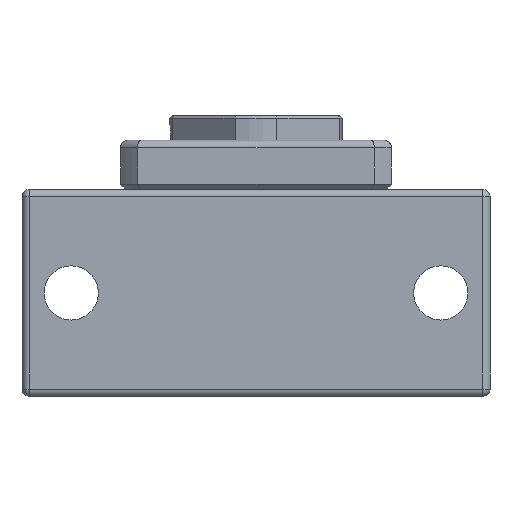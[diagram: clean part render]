
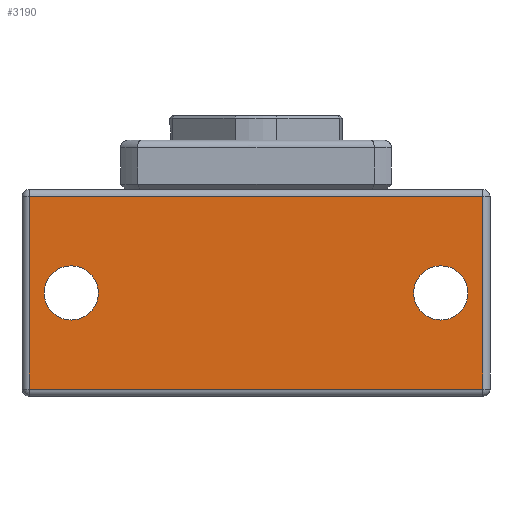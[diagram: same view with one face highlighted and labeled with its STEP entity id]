
A CAD part, front view. The second image highlights one B-rep face of the part: STEP entity #3190.
In plain terms, the highlighted planar face has unit normal (0, -1, 0).
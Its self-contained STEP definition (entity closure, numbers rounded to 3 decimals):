
#81 = CARTESIAN_POINT ( 'NONE',  ( 37.5, -29., 0. ) ) ;
#384 = VERTEX_POINT ( 'NONE', #11196 ) ;
#604 = CARTESIAN_POINT ( 'NONE',  ( 47.5, -29., 19.5 ) ) ;
#623 = DIRECTION ( 'NONE',  ( 0., 1., 0. ) ) ;
#795 = CARTESIAN_POINT ( 'NONE',  ( 46., -29., 21. ) ) ;
#800 = ORIENTED_EDGE ( 'NONE', *, *, #2159, .T. ) ;
#855 = VERTEX_POINT ( 'NONE', #4943 ) ;
#1133 = DIRECTION ( 'NONE',  ( -1., 0., 0. ) ) ;
#1507 = FACE_OUTER_BOUND ( 'NONE', #1717, .T. ) ;
#1672 = CIRCLE ( 'NONE', #9571, 5.5 ) ;
#1710 = DIRECTION ( 'NONE',  ( 1., 0., 0. ) ) ;
#1717 = EDGE_LOOP ( 'NONE', ( #8443, #5340, #12307, #800 ) ) ;
#1840 = DIRECTION ( 'NONE',  ( 0., 0., 1. ) ) ;
#2068 = DIRECTION ( 'NONE',  ( -1., 0., 0. ) ) ;
#2117 = DIRECTION ( 'NONE',  ( 0., 1., 0. ) ) ;
#2128 = CARTESIAN_POINT ( 'NONE',  ( -37.5, -29., 5.5 ) ) ;
#2159 = EDGE_CURVE ( 'NONE', #3443, #3226, #10671, .T. ) ;
#3190 = ADVANCED_FACE ( 'NONE', ( #1507, #7045, #12308 ), #6192, .F. ) ;
#3226 = VERTEX_POINT ( 'NONE', #12500 ) ;
#3443 = VERTEX_POINT ( 'NONE', #12484 ) ;
#3931 = DIRECTION ( 'NONE',  ( 0., 0., -1. ) ) ;
#4780 = DIRECTION ( 'NONE',  ( -1., 0., 0. ) ) ;
#4782 = EDGE_CURVE ( 'NONE', #6708, #3443, #5191, .T. ) ;
#4885 = VECTOR ( 'NONE', #1840, 1000. ) ;
#4943 = CARTESIAN_POINT ( 'NONE',  ( 37.5, -29., 5.5 ) ) ;
#5091 = VECTOR ( 'NONE', #4780, 1000. ) ;
#5191 = LINE ( 'NONE', #795, #4885 ) ;
#5340 = ORIENTED_EDGE ( 'NONE', *, *, #8831, .T. ) ;
#5431 = EDGE_LOOP ( 'NONE', ( #5969, #7068 ) ) ;
#5525 = CARTESIAN_POINT ( 'NONE',  ( -46., -29., -19.5 ) ) ;
#5609 = CARTESIAN_POINT ( 'NONE',  ( 37.5, -29., -5.5 ) ) ;
#5686 = EDGE_LOOP ( 'NONE', ( #9191, #6737 ) ) ;
#5969 = ORIENTED_EDGE ( 'NONE', *, *, #8394, .T. ) ;
#6044 = CARTESIAN_POINT ( 'NONE',  ( -37.5, -29., 0. ) ) ;
#6068 = LINE ( 'NONE', #7138, #8228 ) ;
#6192 = PLANE ( 'NONE',  #12579 ) ;
#6708 = VERTEX_POINT ( 'NONE', #13510 ) ;
#6737 = ORIENTED_EDGE ( 'NONE', *, *, #12816, .T. ) ;
#6829 = VERTEX_POINT ( 'NONE', #2128 ) ;
#6848 = CARTESIAN_POINT ( 'NONE',  ( 37.5, -29., 0. ) ) ;
#6899 = CIRCLE ( 'NONE', #10430, 5.5 ) ;
#7045 = FACE_BOUND ( 'NONE', #5686, .T. ) ;
#7068 = ORIENTED_EDGE ( 'NONE', *, *, #7641, .T. ) ;
#7117 = DIRECTION ( 'NONE',  ( -1., 0., 0. ) ) ;
#7138 = CARTESIAN_POINT ( 'NONE',  ( -46., -29., 21. ) ) ;
#7369 = DIRECTION ( 'NONE',  ( 0., 1., 0. ) ) ;
#7533 = VERTEX_POINT ( 'NONE', #5609 ) ;
#7641 = EDGE_CURVE ( 'NONE', #7533, #855, #10390, .T. ) ;
#7925 = DIRECTION ( 'NONE',  ( -1., 0., 0. ) ) ;
#8228 = VECTOR ( 'NONE', #3931, 1000. ) ;
#8328 = DIRECTION ( 'NONE',  ( 0., 1., 0. ) ) ;
#8385 = CARTESIAN_POINT ( 'NONE',  ( -37.5, -29., 0. ) ) ;
#8394 = EDGE_CURVE ( 'NONE', #855, #7533, #9397, .T. ) ;
#8443 = ORIENTED_EDGE ( 'NONE', *, *, #10888, .T. ) ;
#8831 = EDGE_CURVE ( 'NONE', #11603, #6708, #12818, .T. ) ;
#9191 = ORIENTED_EDGE ( 'NONE', *, *, #11027, .T. ) ;
#9196 = AXIS2_PLACEMENT_3D ( 'NONE', #6848, #623, #7925 ) ;
#9397 = CIRCLE ( 'NONE', #12856, 5.5 ) ;
#9424 = DIRECTION ( 'NONE',  ( -1., 0., 0. ) ) ;
#9571 = AXIS2_PLACEMENT_3D ( 'NONE', #6044, #13383, #7117 ) ;
#10057 = VECTOR ( 'NONE', #1710, 1000. ) ;
#10390 = CIRCLE ( 'NONE', #9196, 5.5 ) ;
#10430 = AXIS2_PLACEMENT_3D ( 'NONE', #8385, #2117, #9424 ) ;
#10671 = LINE ( 'NONE', #604, #5091 ) ;
#10888 = EDGE_CURVE ( 'NONE', #3226, #11603, #6068, .T. ) ;
#11027 = EDGE_CURVE ( 'NONE', #6829, #384, #6899, .T. ) ;
#11196 = CARTESIAN_POINT ( 'NONE',  ( -37.5, -29., -5.5 ) ) ;
#11603 = VERTEX_POINT ( 'NONE', #5525 ) ;
#12307 = ORIENTED_EDGE ( 'NONE', *, *, #4782, .T. ) ;
#12308 = FACE_BOUND ( 'NONE', #5431, .T. ) ;
#12456 = CARTESIAN_POINT ( 'NONE',  ( 47.5, -29., 21. ) ) ;
#12484 = CARTESIAN_POINT ( 'NONE',  ( 46., -29., 19.5 ) ) ;
#12500 = CARTESIAN_POINT ( 'NONE',  ( -46., -29., 19.5 ) ) ;
#12579 = AXIS2_PLACEMENT_3D ( 'NONE', #12456, #8328, #2068 ) ;
#12816 = EDGE_CURVE ( 'NONE', #384, #6829, #1672, .T. ) ;
#12818 = LINE ( 'NONE', #13157, #10057 ) ;
#12856 = AXIS2_PLACEMENT_3D ( 'NONE', #81, #7369, #1133 ) ;
#13157 = CARTESIAN_POINT ( 'NONE',  ( 47.5, -29., -19.5 ) ) ;
#13383 = DIRECTION ( 'NONE',  ( 0., 1., 0. ) ) ;
#13510 = CARTESIAN_POINT ( 'NONE',  ( 46., -29., -19.5 ) ) ;
